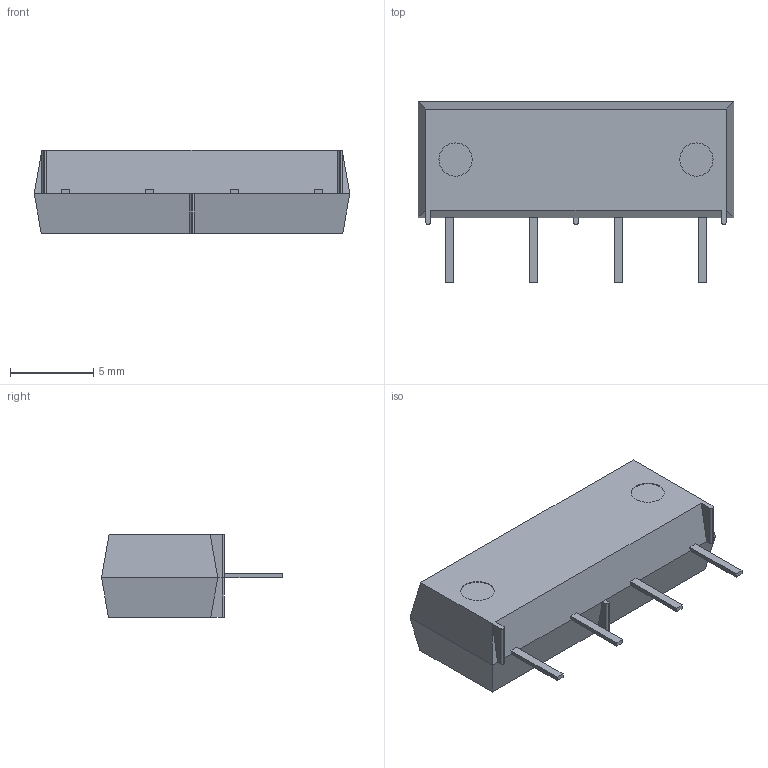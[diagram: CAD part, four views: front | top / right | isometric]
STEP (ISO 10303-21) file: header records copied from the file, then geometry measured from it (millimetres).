
FILE_DESCRIPTION (( 'STEP AP214' ), '1' );
FILE_NAME ('EDR10.STEP', '2016-09-13T07:25:38', ( 'Evgeniy' ), ( '' ), 'SwSTEP 2.0', 'SolidWorks 2014', '' );
FILE_SCHEMA (( 'AUTOMOTIVE_DESIGN' ));
Length unit declared in the file: millimetre
Products named in the file (1): EDR10
Bounding box: 19 x 10.9 x 5 mm (x, y, z)
Volume: 611.1 mm3; surface area: 529.7 mm2
Topology: 29 solids, 29 shells, 385 faces, 960 edges, 636 vertices
Faces by surface type: plane 266, bspline 105, cylinder 14
Entity records: 16518 total; most frequent: CARTESIAN_POINT 7701, ORIENTED_EDGE 1920, DIRECTION 1338, EDGE_CURVE 960, VECTOR 720, LINE 720, VERTEX_POINT 636, EDGE_LOOP 402
